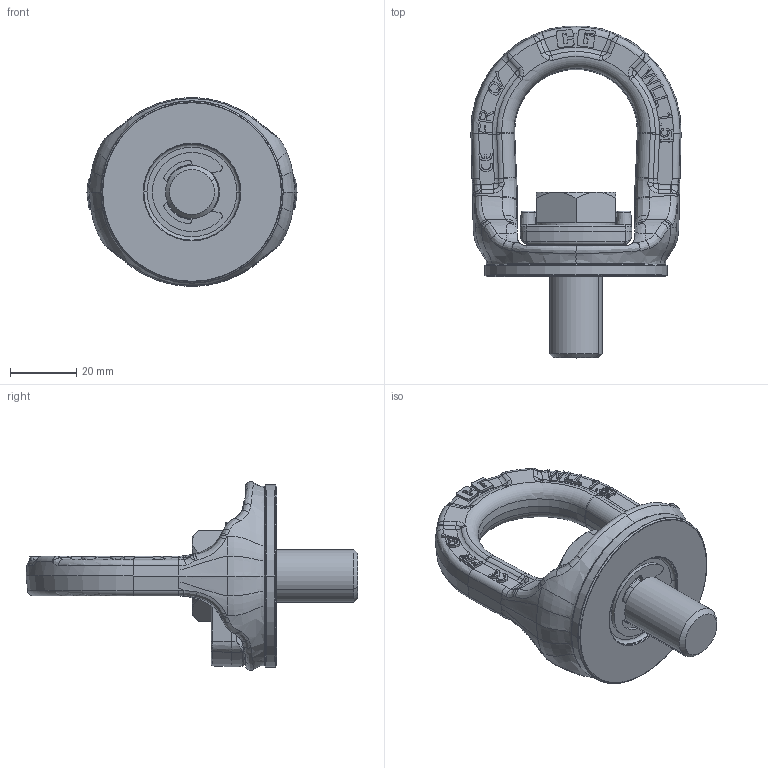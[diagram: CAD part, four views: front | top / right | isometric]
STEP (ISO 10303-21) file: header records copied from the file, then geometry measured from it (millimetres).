
FILE_DESCRIPTION((''),'2;1');
FILE_NAME('2037580','2016-08-12T',('pverbrugge'),('The Crosby Group LLC'),'CREO PARAMETRIC BY PTC INC, 2015290','CREO PARAMETRIC BY PTC INC, 2015290','');
FILE_SCHEMA(('AUTOMOTIVE_DESIGN { 1 0 10303 214 1 1 1 1 }'));
Products named in the file (1): 2037580
Bounding box: 63.38 x 100.09 x 56.86 mm (x, y, z)
Volume: 63838.7 mm3; surface area: 22442.7 mm2
Topology: 1 solids, 1 shells, 957 faces, 2414 edges, 1459 vertices
Faces by surface type: bspline 276, plane 265, cylinder 129, torus 115, extrusion 92, cone 72, sphere 8
Entity records: 66753 total; most frequent: CARTESIAN_POINT 26512, ORIENTED_EDGE 4828, DIRECTION 3662, PRESENTATION_STYLE_ASSIGNMENT 3464, STYLED_ITEM 2507, CURVE_STYLE 2506, EDGE_CURVE 2414, FILL_AREA_STYLE_COLOUR 1915
